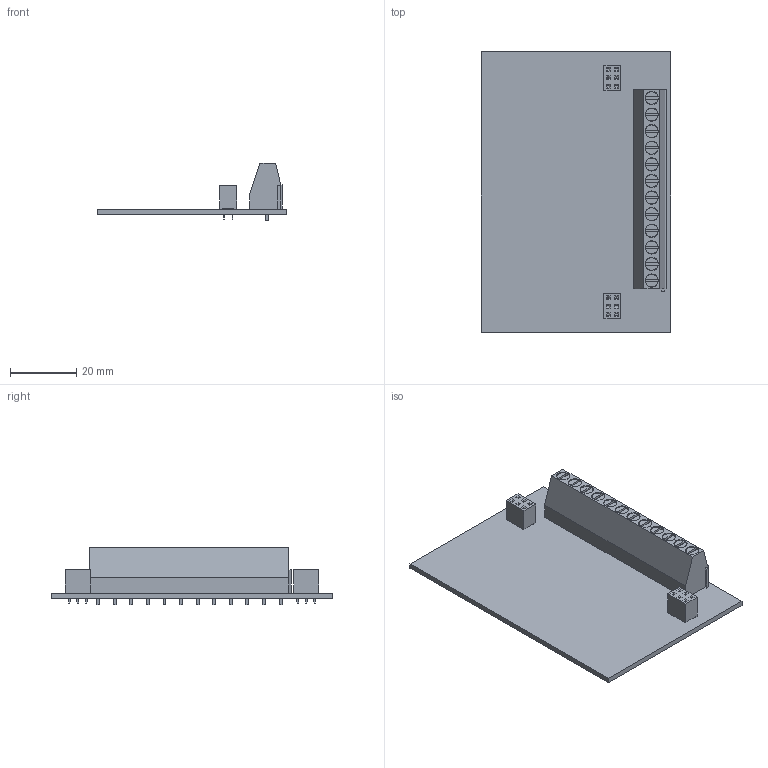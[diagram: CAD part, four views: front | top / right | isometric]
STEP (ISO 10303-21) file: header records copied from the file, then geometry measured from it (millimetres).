
FILE_DESCRIPTION(('FreeCAD Model'),'2;1');
FILE_NAME('Open CASCADE Shape Model','2023-03-09T17:55:22',(''),(''), 'Open CASCADE STEP processor 7.6','FreeCAD','Unknown');
FILE_SCHEMA(('AUTOMOTIVE_DESIGN { 1 0 10303 214 1 1 1 1 }'));
Length unit declared in the file: millimetre
Products named in the file (8): Bottom_Board; Local_CS_75de; Board_Geoms_75de; Pcb_75de; Step_Models_75de; Top_75de; J4_PinSocket_2x03_P254mm_Vertical_6f2efbd35967; J6_TerminalBlock_Phoenix_MKDS_15_12_1x12_P500mm_Horizontal_
8cb2ad68314f
Assembly tree (8 placements, depth 4):
  Bottom_Board
    Local_CS_75de
    Board_Geoms_75de
      Pcb_75de
    Step_Models_75de
      Top_75de
        J4_PinSocket_2x03_P254mm_Vertical_6f2efbd35967  x2
        J6_TerminalBlock_Phoenix_MKDS_15_12_1x12_P500mm_Horizontal_
8cb2ad68314f
Bounding box: 57 x 84.5 x 17.3 mm (x, y, z)
Volume: 14176.8 mm3; surface area: 17746 mm2
Topology: 4 solids, 4 shells, 871 faces, 2217 edges, 1414 vertices
Faces by surface type: plane 775, cylinder 48, bspline 48
Full cylindrical faces by diameter (mm): 1 x12, 1.3 x12, 3.8 x12, 4 x12
Entity records: 24742 total; most frequent: CARTESIAN_POINT 3675, ORIENTED_EDGE 3426, DIRECTION 3225, EDGE_CURVE 1713, LINE 1377, VECTOR 1377, VERTEX_POINT 1086, AXIS2_PLACEMENT_3D 924
